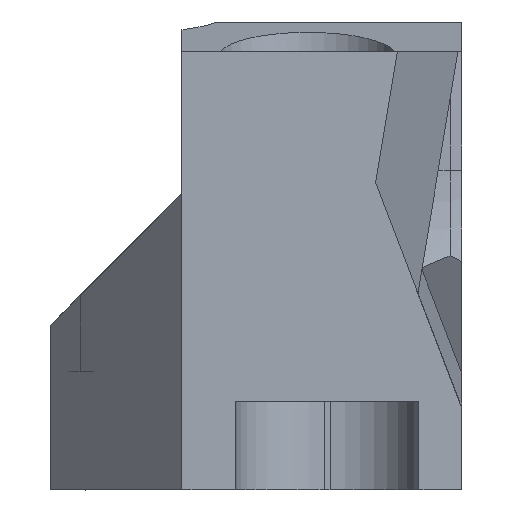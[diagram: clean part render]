
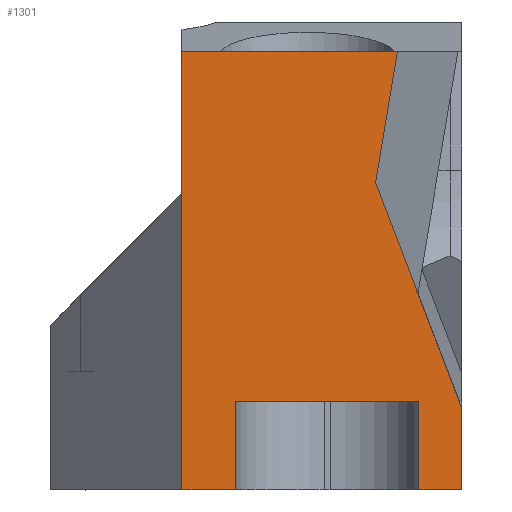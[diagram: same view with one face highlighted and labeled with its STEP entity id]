
A CAD part, front view. The second image highlights one B-rep face of the part: STEP entity #1301.
In plain terms, the highlighted planar face has unit normal (0, -1, 0).
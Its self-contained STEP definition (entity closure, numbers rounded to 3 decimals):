
#72=PLANE('',#1408);
#153=FACE_OUTER_BOUND('',#228,.T.);
#228=EDGE_LOOP('',(#1173,#1174,#1175,#1176,#1177,#1178,#1179,#1180,#1181,
#1182));
#285=LINE('',#1843,#429);
#303=LINE('',#1879,#447);
#310=LINE('',#1902,#454);
#312=LINE('',#1905,#456);
#313=LINE('',#1907,#457);
#322=LINE('',#1924,#466);
#336=LINE('',#1963,#480);
#346=LINE('',#2008,#490);
#356=LINE('',#2251,#500);
#403=LINE('',#2640,#547);
#429=VECTOR('',#1493,10.);
#447=VECTOR('',#1519,10.);
#454=VECTOR('',#1542,10.);
#456=VECTOR('',#1546,10.);
#457=VECTOR('',#1549,10.);
#466=VECTOR('',#1558,10.);
#480=VECTOR('',#1602,10.);
#490=VECTOR('',#1620,10.);
#500=VECTOR('',#1636,10.);
#547=VECTOR('',#1723,10.);
#585=VERTEX_POINT('',#1840);
#586=VERTEX_POINT('',#1842);
#598=VERTEX_POINT('',#1873);
#600=VERTEX_POINT('',#1877);
#607=VERTEX_POINT('',#1899);
#608=VERTEX_POINT('',#1901);
#616=VERTEX_POINT('',#1922);
#626=VERTEX_POINT('',#1962);
#635=VERTEX_POINT('',#2007);
#643=VERTEX_POINT('',#2249);
#713=EDGE_CURVE('',#586,#585,#285,.T.);
#731=EDGE_CURVE('',#598,#600,#303,.T.);
#742=EDGE_CURVE('',#608,#607,#310,.T.);
#744=EDGE_CURVE('',#600,#608,#312,.T.);
#745=EDGE_CURVE('',#585,#598,#313,.T.);
#754=EDGE_CURVE('',#607,#616,#322,.T.);
#774=EDGE_CURVE('',#586,#626,#336,.T.);
#786=EDGE_CURVE('',#626,#635,#346,.T.);
#799=EDGE_CURVE('',#616,#643,#356,.T.);
#852=EDGE_CURVE('',#635,#643,#403,.T.);
#1173=ORIENTED_EDGE('',*,*,#742,.T.);
#1174=ORIENTED_EDGE('',*,*,#754,.T.);
#1175=ORIENTED_EDGE('',*,*,#799,.T.);
#1176=ORIENTED_EDGE('',*,*,#852,.F.);
#1177=ORIENTED_EDGE('',*,*,#786,.F.);
#1178=ORIENTED_EDGE('',*,*,#774,.F.);
#1179=ORIENTED_EDGE('',*,*,#713,.T.);
#1180=ORIENTED_EDGE('',*,*,#745,.T.);
#1181=ORIENTED_EDGE('',*,*,#731,.T.);
#1182=ORIENTED_EDGE('',*,*,#744,.T.);
#1301=ADVANCED_FACE('',(#153),#72,.F.);
#1408=AXIS2_PLACEMENT_3D('',#2641,#1724,#1725);
#1493=DIRECTION('',(0.,0.,-1.));
#1519=DIRECTION('',(0.,0.,1.));
#1542=DIRECTION('',(0.,0.,-1.));
#1546=DIRECTION('',(1.,0.,0.));
#1549=DIRECTION('',(1.,0.,0.));
#1558=DIRECTION('',(1.,0.,0.));
#1602=DIRECTION('',(1.,0.,0.));
#1620=DIRECTION('',(-0.164,0.,-0.987));
#1636=DIRECTION('',(0.,0.,1.));
#1723=DIRECTION('',(0.358,0.,-0.934));
#1724=DIRECTION('center_axis',(0.,1.,0.));
#1725=DIRECTION('ref_axis',(-1.,0.,0.));
#1840=CARTESIAN_POINT('',(12.1,3.527,9.287));
#1842=CARTESIAN_POINT('',(12.1,3.527,24.087));
#1843=CARTESIAN_POINT('',(12.1,3.527,24.189));
#1873=CARTESIAN_POINT('',(13.9,3.527,9.287));
#1877=CARTESIAN_POINT('',(13.9,3.527,12.287));
#1879=CARTESIAN_POINT('',(13.9,3.527,9.53));
#1899=CARTESIAN_POINT('',(20.1,3.527,9.287));
#1901=CARTESIAN_POINT('',(20.1,3.527,12.287));
#1902=CARTESIAN_POINT('',(20.1,3.527,9.53));
#1905=CARTESIAN_POINT('',(9.249,3.527,12.287));
#1907=CARTESIAN_POINT('',(8.428,3.527,9.287));
#1922=CARTESIAN_POINT('',(21.551,3.527,9.287));
#1924=CARTESIAN_POINT('',(8.428,3.527,9.287));
#1962=CARTESIAN_POINT('',(19.372,3.527,24.087));
#1963=CARTESIAN_POINT('',(7.692,3.527,24.087));
#2007=CARTESIAN_POINT('',(18.636,3.527,19.652));
#2008=CARTESIAN_POINT('',(17.418,3.527,12.312));
#2249=CARTESIAN_POINT('',(21.551,3.527,12.054));
#2251=CARTESIAN_POINT('',(21.551,3.527,15.119));
#2640=CARTESIAN_POINT('',(20.897,3.527,13.757));
#2641=CARTESIAN_POINT('Origin',(1.498,3.527,9.773));
